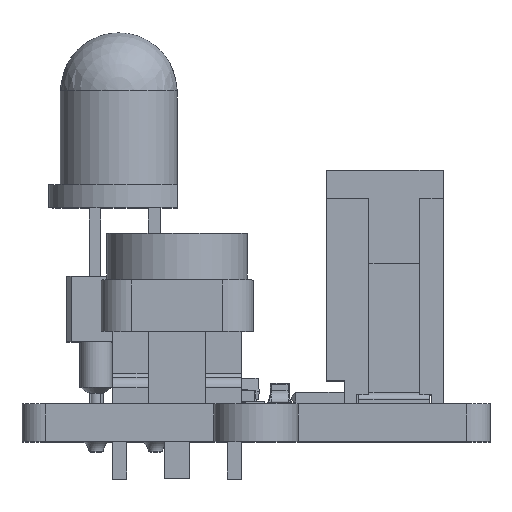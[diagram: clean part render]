
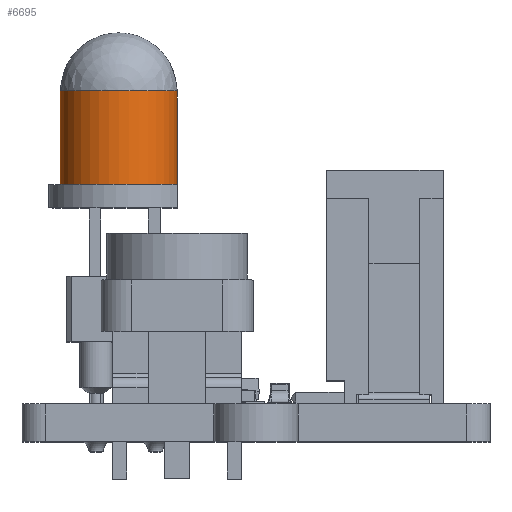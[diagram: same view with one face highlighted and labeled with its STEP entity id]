
A CAD part, top view. The second image highlights one B-rep face of the part: STEP entity #6695.
In plain terms, the highlighted cylindrical face has radius 2.5 mm (diameter 5 mm), a full revolution.
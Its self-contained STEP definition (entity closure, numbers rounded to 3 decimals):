
#340 = DIRECTION ( 'NONE',  ( 1., 0., 0. ) ) ;
#1101 = FACE_OUTER_BOUND ( 'NONE', #17264, .T. ) ;
#1145 = AXIS2_PLACEMENT_3D ( 'NONE', #17598, #3373, #1502 ) ;
#1502 = DIRECTION ( 'NONE',  ( 1., 0., 0. ) ) ;
#2135 = EDGE_CURVE ( 'NONE', #15524, #15524, #7720, .T. ) ;
#2723 = EDGE_CURVE ( 'NONE', #17452, #17452, #7521, .T. ) ;
#3373 = DIRECTION ( 'NONE',  ( 0., 0., 1. ) ) ;
#6159 = CYLINDRICAL_SURFACE ( 'NONE', #6878, 2.5 ) ;
#6695 = ADVANCED_FACE ( 'NONE', ( #1101, #9404 ), #6159, .T. ) ;
#6878 = AXIS2_PLACEMENT_3D ( 'NONE', #15608, #15510, #7515 ) ;
#6891 = CARTESIAN_POINT ( 'NONE',  ( 0., 0., 5. ) ) ;
#6917 = EDGE_LOOP ( 'NONE', ( #20586 ) ) ;
#7515 = DIRECTION ( 'NONE',  ( -1., 0., 0. ) ) ;
#7521 = CIRCLE ( 'NONE', #1145, 2.5 ) ;
#7530 = CARTESIAN_POINT ( 'NONE',  ( 2.5, 0., 5. ) ) ;
#7720 = CIRCLE ( 'NONE', #15450, 2.5 ) ;
#9404 = FACE_OUTER_BOUND ( 'NONE', #6917, .T. ) ;
#9757 = DIRECTION ( 'NONE',  ( 0., 0., 1. ) ) ;
#11022 = ORIENTED_EDGE ( 'NONE', *, *, #2135, .F. ) ;
#15450 = AXIS2_PLACEMENT_3D ( 'NONE', #6891, #9757, #340 ) ;
#15510 = DIRECTION ( 'NONE',  ( 0., 0., -1. ) ) ;
#15524 = VERTEX_POINT ( 'NONE', #7530 ) ;
#15608 = CARTESIAN_POINT ( 'NONE',  ( 0., 0., 5. ) ) ;
#17264 = EDGE_LOOP ( 'NONE', ( #11022 ) ) ;
#17452 = VERTEX_POINT ( 'NONE', #17964 ) ;
#17598 = CARTESIAN_POINT ( 'NONE',  ( 0., 0., 1. ) ) ;
#17964 = CARTESIAN_POINT ( 'NONE',  ( 2.5, 0., 1. ) ) ;
#20586 = ORIENTED_EDGE ( 'NONE', *, *, #2723, .T. ) ;
